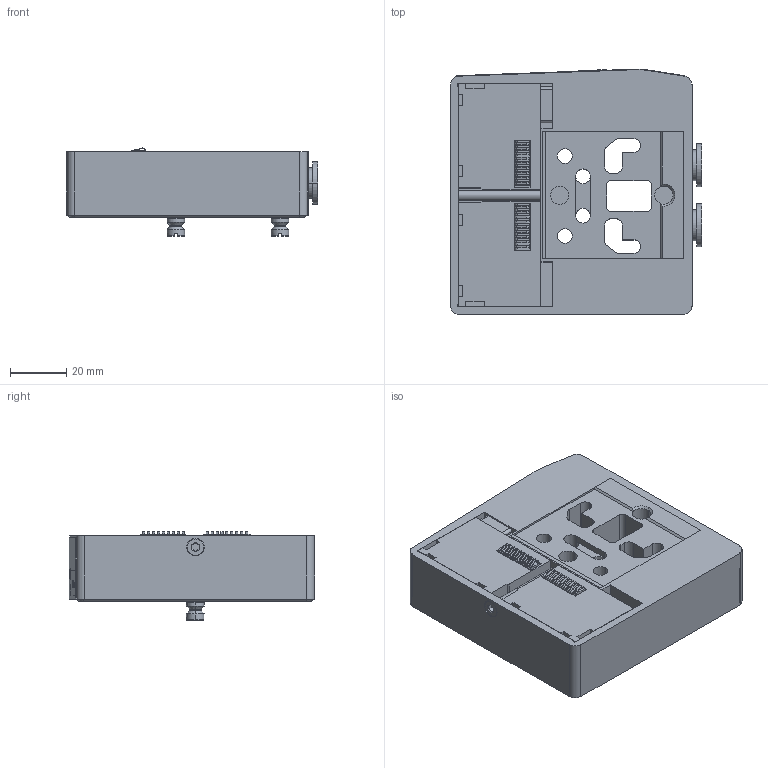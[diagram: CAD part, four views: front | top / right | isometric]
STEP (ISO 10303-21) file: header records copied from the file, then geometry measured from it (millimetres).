
FILE_DESCRIPTION (( 'STEP AP203' ), '1' );
FILE_NAME ('CMV-A1L-3B.STEP', '2026-03-09T19:08:02', ( '' ), ( '' ), 'SwSTEP 2.0', 'SolidWorks 2024', '' );
FILE_SCHEMA (( 'CONFIG_CONTROL_DESIGN' ));
Length unit declared in the file: millimetre
Products named in the file (1): CMV-A1L-3B
Bounding box: 89.5 x 87.29 x 31.43 mm (x, y, z)
Volume: 154367.6 mm3; surface area: 54412.9 mm2
Topology: 75 solids, 75 shells, 1252 faces, 3109 edges, 2037 vertices
Faces by surface type: plane 886, cylinder 230, bspline 84, torus 30, cone 22
Entity records: 39676 total; most frequent: CARTESIAN_POINT 9885, ORIENTED_EDGE 6218, DIRECTION 5825, EDGE_CURVE 3109, VECTOR 2375, LINE 2375, VERTEX_POINT 2037, AXIS2_PLACEMENT_3D 1725
